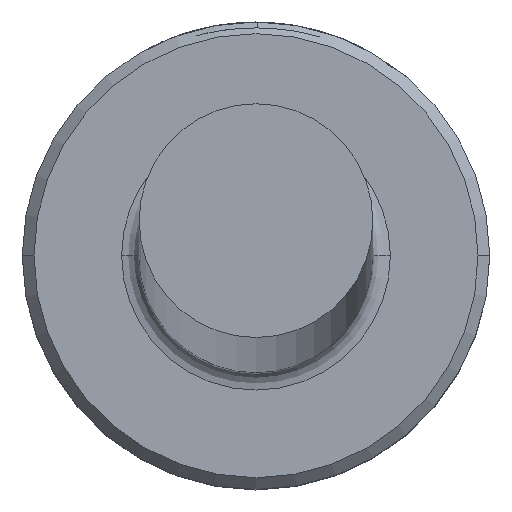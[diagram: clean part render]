
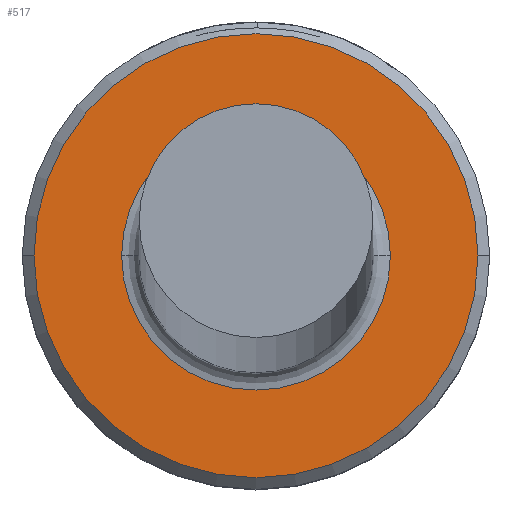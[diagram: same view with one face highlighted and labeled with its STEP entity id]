
A CAD part, top view. The second image highlights one B-rep face of the part: STEP entity #517.
In plain terms, the highlighted planar face has unit normal (0, 0, 1).
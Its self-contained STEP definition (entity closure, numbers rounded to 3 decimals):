
#7 = CIRCLE ( 'NONE', #190, 2.3 ) ;
#47 = DIRECTION ( 'NONE',  ( -1., 0., 0. ) ) ;
#48 = VERTEX_POINT ( 'NONE', #360 ) ;
#108 = DIRECTION ( 'NONE',  ( 0., 0., 1. ) ) ;
#155 = DIRECTION ( 'NONE',  ( 0., 0., -1. ) ) ;
#190 = AXIS2_PLACEMENT_3D ( 'NONE', #1121, #612, #47 ) ;
#231 = CARTESIAN_POINT ( 'NONE',  ( 0., 0., 6. ) ) ;
#290 = CIRCLE ( 'NONE', #513, 2.3 ) ;
#294 = CARTESIAN_POINT ( 'NONE',  ( 0., 0., 6. ) ) ;
#341 = FACE_BOUND ( 'NONE', #1022, .T. ) ;
#344 = EDGE_CURVE ( 'NONE', #757, #714, #557, .T. ) ;
#345 = DIRECTION ( 'NONE',  ( 1., 0., 0. ) ) ;
#360 = CARTESIAN_POINT ( 'NONE',  ( -2.3, 0., 6. ) ) ;
#443 = EDGE_CURVE ( 'NONE', #714, #757, #787, .T. ) ;
#444 = DIRECTION ( 'NONE',  ( 0., 0., 1. ) ) ;
#513 = AXIS2_PLACEMENT_3D ( 'NONE', #696, #155, #793 ) ;
#517 = ADVANCED_FACE ( 'NONE', ( #1127, #341 ), #1046, .T. ) ;
#557 = CIRCLE ( 'NONE', #965, 3.8 ) ;
#568 = ORIENTED_EDGE ( 'NONE', *, *, #443, .T. ) ;
#612 = DIRECTION ( 'NONE',  ( 0., 0., -1. ) ) ;
#641 = ORIENTED_EDGE ( 'NONE', *, *, #344, .T. ) ;
#687 = EDGE_CURVE ( 'NONE', #48, #1125, #7, .T. ) ;
#696 = CARTESIAN_POINT ( 'NONE',  ( 0., 0., 6. ) ) ;
#714 = VERTEX_POINT ( 'NONE', #869 ) ;
#742 = ORIENTED_EDGE ( 'NONE', *, *, #747, .T. ) ;
#747 = EDGE_CURVE ( 'NONE', #1125, #48, #290, .T. ) ;
#754 = AXIS2_PLACEMENT_3D ( 'NONE', #231, #861, #345 ) ;
#757 = VERTEX_POINT ( 'NONE', #877 ) ;
#766 = CARTESIAN_POINT ( 'NONE',  ( 2.3, 0., 6. ) ) ;
#787 = CIRCLE ( 'NONE', #754, 3.8 ) ;
#793 = DIRECTION ( 'NONE',  ( -1., 0., 0. ) ) ;
#800 = DIRECTION ( 'NONE',  ( 1., 0., 0. ) ) ;
#861 = DIRECTION ( 'NONE',  ( 0., 0., 1. ) ) ;
#869 = CARTESIAN_POINT ( 'NONE',  ( 3.8, 0., 6. ) ) ;
#872 = CARTESIAN_POINT ( 'NONE',  ( 0., 0., 6. ) ) ;
#877 = CARTESIAN_POINT ( 'NONE',  ( -3.8, 0., 6. ) ) ;
#965 = AXIS2_PLACEMENT_3D ( 'NONE', #294, #108, #800 ) ;
#1022 = EDGE_LOOP ( 'NONE', ( #1107, #742 ) ) ;
#1046 = PLANE ( 'NONE',  #1056 ) ;
#1051 = DIRECTION ( 'NONE',  ( 1., 0., 0. ) ) ;
#1056 = AXIS2_PLACEMENT_3D ( 'NONE', #872, #444, #1051 ) ;
#1065 = EDGE_LOOP ( 'NONE', ( #641, #568 ) ) ;
#1107 = ORIENTED_EDGE ( 'NONE', *, *, #687, .T. ) ;
#1121 = CARTESIAN_POINT ( 'NONE',  ( 0., 0., 6. ) ) ;
#1125 = VERTEX_POINT ( 'NONE', #766 ) ;
#1127 = FACE_OUTER_BOUND ( 'NONE', #1065, .T. ) ;
